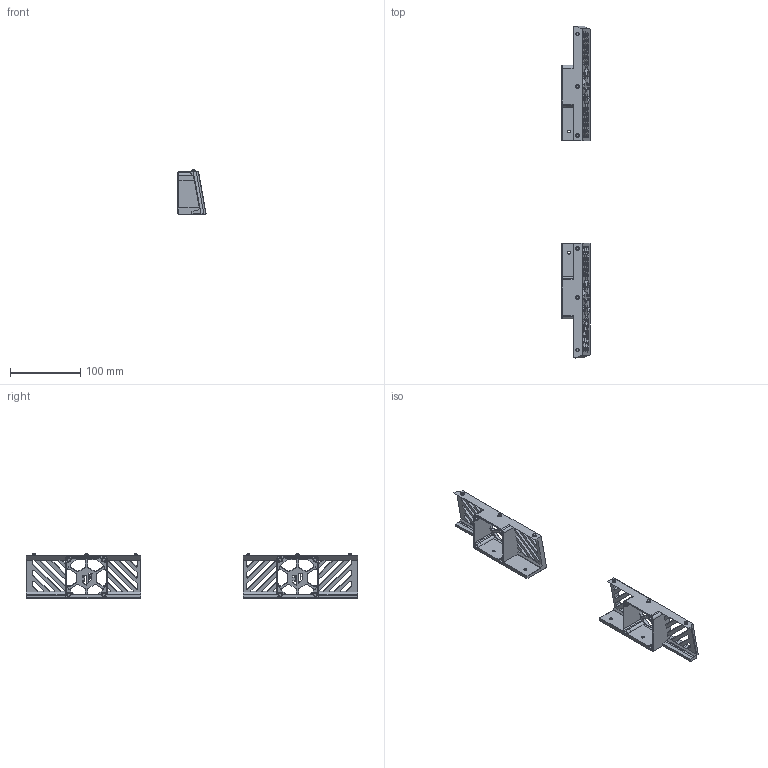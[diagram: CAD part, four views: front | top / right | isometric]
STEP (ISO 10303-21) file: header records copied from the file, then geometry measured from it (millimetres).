
FILE_DESCRIPTION(/* description */ (''),/* implementation_level */ '2;1');
FILE_NAME(/* name */ 'Slotted_skirts_with_fan_mount.step',/* time_stamp */ '2022-07-30T09:02:45+02:00',/* author */ (''),/* organization */ (''),/* preprocessor_version */ 'ST-DEVELOPER v19',/* originating_system */ 'Autodesk Translation Framework v11.7.0.108',/* authorisation */ '');
FILE_SCHEMA (('AUTOMOTIVE_DESIGN { 1 0 10303 214 3 1 1 }'));
Length unit declared in the file: millimetre
Products named in the file (3): (Nicht gespeichert); Skirt Fan; Skirt Fan(Spiegeln)
Assembly tree (2 placements, depth 2):
  (Nicht gespeichert)
    Skirt Fan
    Skirt Fan(Spiegeln)
Bounding box: 40.11 x 473.19 x 63.08 mm (x, y, z)
Volume: 143709.9 mm3; surface area: 84041.1 mm2
Topology: 2 solids, 2 shells, 922 faces, 2498 edges, 1560 vertices
Faces by surface type: plane 594, cylinder 172, cone 152, bspline 4
Full cylindrical faces by diameter (mm): 3.4 x4, 4.5 x6, 4.7 x8
Entity records: 28986 total; most frequent: CARTESIAN_POINT 5162, ORIENTED_EDGE 4996, DIRECTION 4972, EDGE_CURVE 2498, LINE 1808, VECTOR 1808, AXIS2_PLACEMENT_3D 1582, VERTEX_POINT 1560
